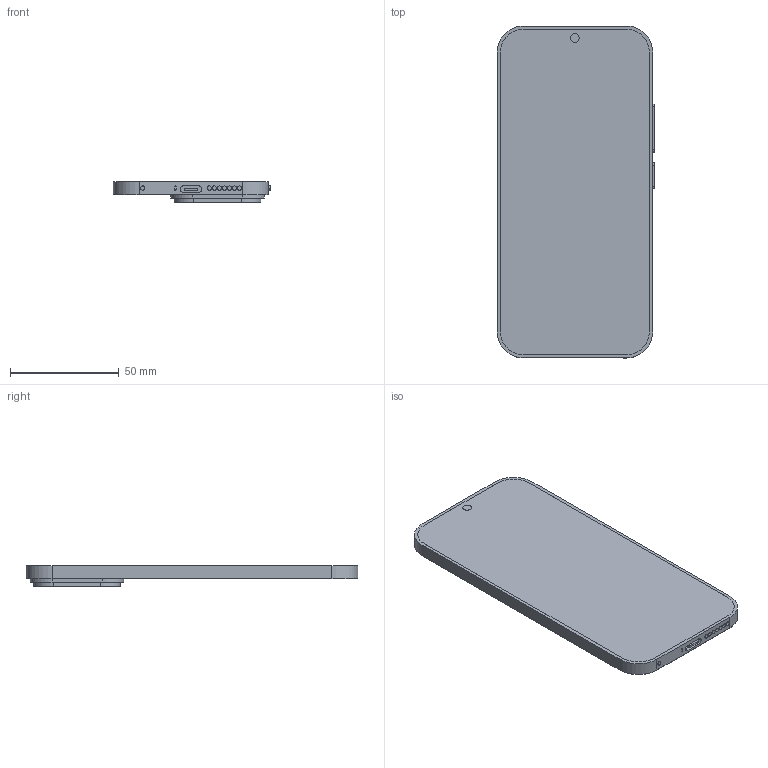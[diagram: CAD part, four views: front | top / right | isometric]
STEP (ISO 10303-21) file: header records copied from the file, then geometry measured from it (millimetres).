
FILE_DESCRIPTION (( 'STEP AP214' ), '1' );
FILE_NAME ('忒儂.STEP', '2025-01-15T06:06:09', ( '' ), ( '' ), 'SwSTEP 2.0', 'SolidWorks 2024', '' );
FILE_SCHEMA (( 'AUTOMOTIVE_DESIGN' ));
Length unit declared in the file: millimetre
Products named in the file (5): 手机框架; 手机; 后置摄像头; 手机后盖(无摄像头); 手机前盖
Assembly tree (4 placements, depth 2):
  手机
    手机框架
    手机前盖
    手机后盖(无摄像头)
    后置摄像头
Bounding box: 72.5 x 152.8 x 9.62 mm (x, y, z)
Volume: 10730.5 mm3; surface area: 52531.7 mm2
Topology: 5 solids, 5 shells, 130 faces, 328 edges, 222 vertices
Faces by surface type: cylinder 68, plane 62
Entity records: 4185 total; most frequent: DIRECTION 748, CARTESIAN_POINT 687, ORIENTED_EDGE 656, EDGE_CURVE 328, AXIS2_PLACEMENT_3D 283, VERTEX_POINT 222, VECTOR 182, LINE 182
